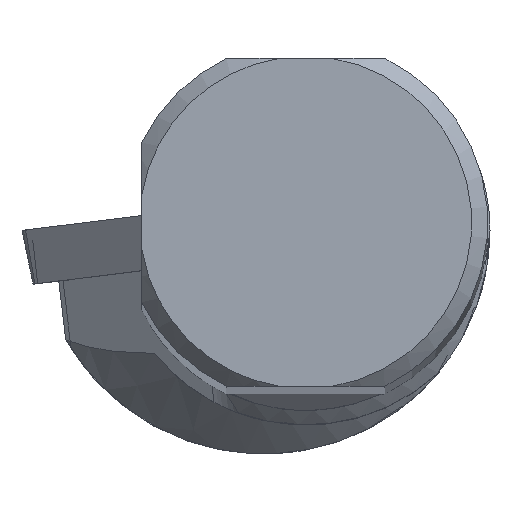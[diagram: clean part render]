
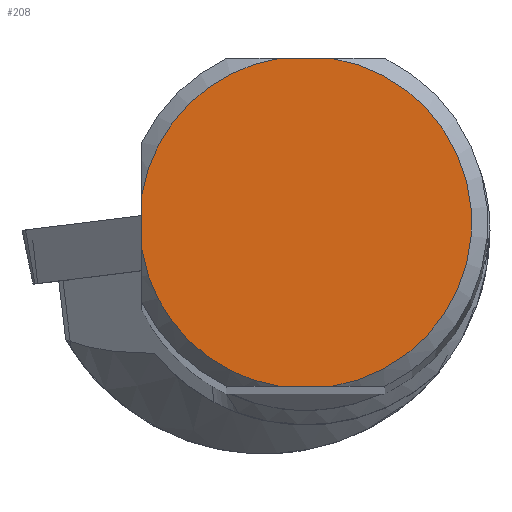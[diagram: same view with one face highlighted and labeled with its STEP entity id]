
A CAD part, top view. The second image highlights one B-rep face of the part: STEP entity #208.
In plain terms, the highlighted planar face has unit normal (0, 0, 1).
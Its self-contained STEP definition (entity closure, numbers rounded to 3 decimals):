
#160=FACE_OUTER_BOUND('',#408,.T.);
#208=ADVANCED_FACE('',(#160),#239,.T.);
#239=PLANE('',#1106);
#279=LINE('',#1705,#328);
#289=LINE('',#1833,#338);
#290=LINE('',#1834,#339);
#328=VECTOR('',#1269,1.);
#338=VECTOR('',#1329,1.);
#339=VECTOR('',#1330,1.);
#408=EDGE_LOOP('',(#588,#589,#590,#591,#592,#593));
#588=ORIENTED_EDGE('',*,*,#881,.F.);
#589=ORIENTED_EDGE('',*,*,#863,.T.);
#590=ORIENTED_EDGE('',*,*,#882,.F.);
#591=ORIENTED_EDGE('',*,*,#883,.T.);
#592=ORIENTED_EDGE('',*,*,#841,.F.);
#593=ORIENTED_EDGE('',*,*,#865,.T.);
#739=VERTEX_POINT('',#1704);
#740=VERTEX_POINT('',#1706);
#756=VERTEX_POINT('',#1762);
#758=VERTEX_POINT('',#1769);
#759=VERTEX_POINT('',#1776);
#769=VERTEX_POINT('',#1835);
#841=EDGE_CURVE('',#739,#740,#279,.T.);
#863=EDGE_CURVE('',#756,#758,#929,.T.);
#865=EDGE_CURVE('',#739,#759,#930,.T.);
#881=EDGE_CURVE('',#756,#759,#289,.T.);
#882=EDGE_CURVE('',#769,#758,#290,.T.);
#883=EDGE_CURVE('',#769,#740,#934,.T.);
#929=CIRCLE('',#1092,7.23);
#930=CIRCLE('',#1094,7.23);
#934=CIRCLE('',#1105,7.23);
#1092=AXIS2_PLACEMENT_3D('',#1770,#1301,#1302);
#1094=AXIS2_PLACEMENT_3D('',#1777,#1305,#1306);
#1105=AXIS2_PLACEMENT_3D('',#1836,#1331,#1332);
#1106=AXIS2_PLACEMENT_3D('',#1837,#1333,#1334);
#1269=DIRECTION('',(0.,1.,0.));
#1301=DIRECTION('',(0.,0.,1.));
#1302=DIRECTION('',(1.,0.,0.));
#1305=DIRECTION('',(0.,0.,1.));
#1306=DIRECTION('',(1.,0.,0.));
#1329=DIRECTION('',(-1.,0.,0.));
#1330=DIRECTION('',(1.,0.,0.));
#1331=DIRECTION('',(0.,0.,1.));
#1332=DIRECTION('',(1.,0.,0.));
#1333=DIRECTION('',(0.,0.,1.));
#1334=DIRECTION('',(1.,0.,0.));
#1704=CARTESIAN_POINT('',(-7.13,-1.198,0.));
#1705=CARTESIAN_POINT('',(-7.13,0.,0.));
#1706=CARTESIAN_POINT('',(-7.13,1.198,0.));
#1762=CARTESIAN_POINT('',(1.137,-7.14,0.));
#1769=CARTESIAN_POINT('',(1.137,7.14,0.));
#1770=CARTESIAN_POINT('',(0.,0.,0.));
#1776=CARTESIAN_POINT('',(-1.137,-7.14,0.));
#1777=CARTESIAN_POINT('',(0.,0.,0.));
#1833=CARTESIAN_POINT('',(0.,-7.14,0.));
#1834=CARTESIAN_POINT('',(0.,7.14,0.));
#1835=CARTESIAN_POINT('',(-1.137,7.14,0.));
#1836=CARTESIAN_POINT('',(0.,0.,0.));
#1837=CARTESIAN_POINT('',(0.,0.,
0.));
